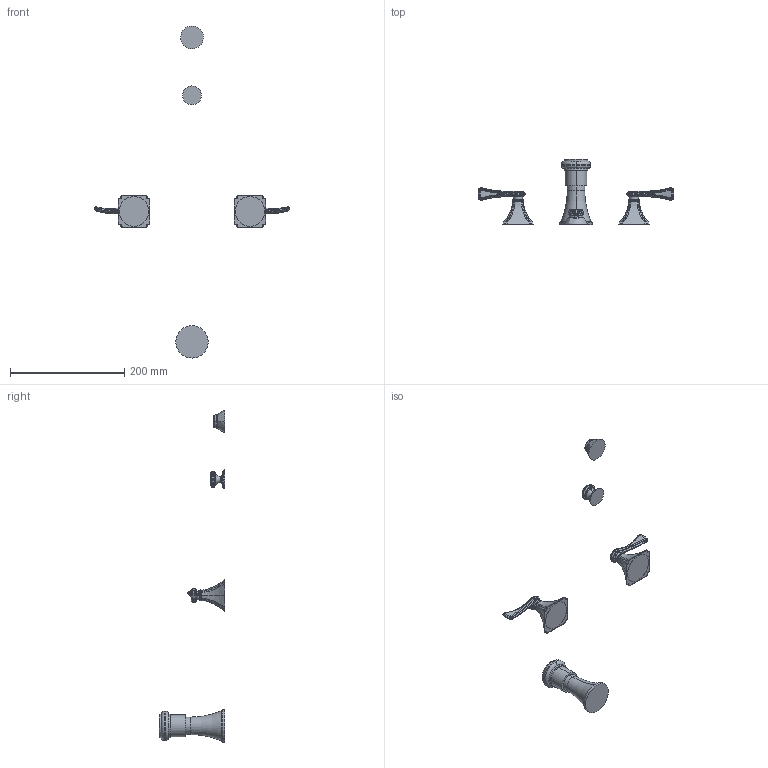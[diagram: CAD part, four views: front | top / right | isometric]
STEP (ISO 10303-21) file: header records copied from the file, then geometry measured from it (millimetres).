
FILE_DESCRIPTION((''),'2;1');
FILE_NAME('2539','2021-01-29T13:11:41',('jinson.thomas'),(''),'CREO PARAMETRIC BY PTC INC, 2018400','CREO PARAMETRIC BY PTC INC, 2018400','');
FILE_SCHEMA(('CONFIG_CONTROL_DESIGN'));
Length unit declared in the file: inch
Products named in the file (1): 2539
Bounding box: 343.44 x 115.57 x 581.76 mm (x, y, z)
Volume: 281914.7 mm3; surface area: 54930.9 mm2
Topology: 5 solids, 5 shells, 491 faces, 1108 edges, 648 vertices
Faces by surface type: bspline 275, torus 78, cylinder 64, plane 59, cone 10, sphere 5
Entity records: 24146 total; most frequent: CARTESIAN_POINT 14795, ORIENTED_EDGE 2212, DIRECTION 1584, EDGE_CURVE 1106, AXIS2_PLACEMENT_3D 725, VERTEX_POINT 648, EDGE_LOOP 514, CIRCLE 509
